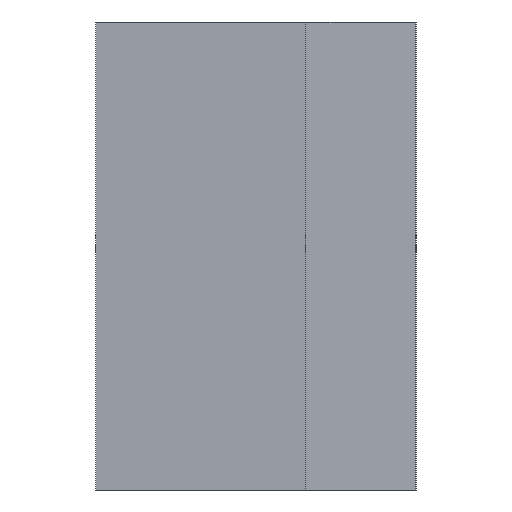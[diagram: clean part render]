
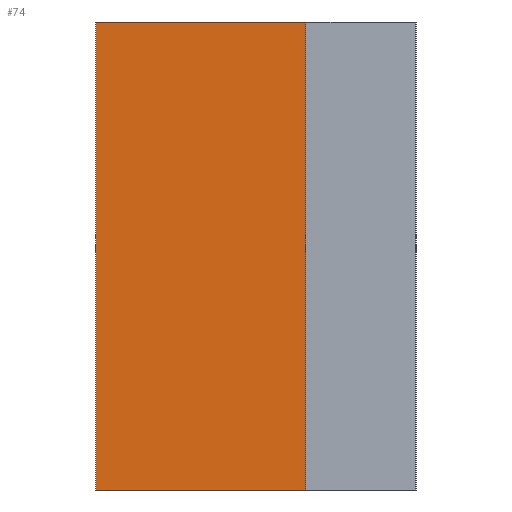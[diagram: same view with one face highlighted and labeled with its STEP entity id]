
A CAD part, left-side view. The second image highlights one B-rep face of the part: STEP entity #74.
In plain terms, the highlighted planar face has unit normal (-1, 0, 0).
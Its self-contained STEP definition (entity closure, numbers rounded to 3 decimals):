
#74=ADVANCED_FACE('',(#145),#146,.T.);
#145=FACE_OUTER_BOUND('',#212,.T.);
#146=PLANE('',#213);
#212=EDGE_LOOP('',(#351,#352,#353,#354));
#213=AXIS2_PLACEMENT_3D('',#355,#356,#357);
#351=ORIENTED_EDGE('',*,*,#438,.T.);
#352=ORIENTED_EDGE('',*,*,#421,.F.);
#353=ORIENTED_EDGE('',*,*,#436,.F.);
#354=ORIENTED_EDGE('',*,*,#433,.T.);
#355=CARTESIAN_POINT('',(-17.305,33.976,-18.5));
#356=DIRECTION('',(-1.0,0.0,0.0));
#357=DIRECTION('',(0.0,0.0,1.0));
#421=EDGE_CURVE('',#500,#502,#503,.T.);
#433=EDGE_CURVE('',#522,#520,#523,.T.);
#436=EDGE_CURVE('',#522,#500,#526,.T.);
#438=EDGE_CURVE('',#520,#502,#528,.T.);
#500=VERTEX_POINT('',#613);
#502=VERTEX_POINT('',#616);
#503=LINE('',#617,#618);
#520=VERTEX_POINT('',#641);
#522=VERTEX_POINT('',#644);
#523=LINE('',#645,#646);
#526=LINE('',#650,#651);
#528=LINE('',#653,#654);
#613=CARTESIAN_POINT('',(-17.305,33.992,18.5));
#616=CARTESIAN_POINT('',(-17.305,17.376,18.5));
#617=CARTESIAN_POINT('',(-17.305,33.992,18.5));
#618=VECTOR('',#694,16.616);
#641=CARTESIAN_POINT('',(-17.305,17.376,-18.5));
#644=CARTESIAN_POINT('',(-17.305,33.992,-18.5));
#645=CARTESIAN_POINT('',(-17.305,33.992,-18.5));
#646=VECTOR('',#708,16.616);
#650=CARTESIAN_POINT('',(-17.305,33.992,-18.5));
#651=VECTOR('',#710,37.0);
#653=CARTESIAN_POINT('',(-17.305,17.376,-18.5));
#654=VECTOR('',#711,37.0);
#694=DIRECTION('',(0.0,-1.0,0.0));
#708=DIRECTION('',(0.0,-1.0,0.0));
#710=DIRECTION('',(0.0,0.0,1.0));
#711=DIRECTION('',(0.0,0.0,1.0));
